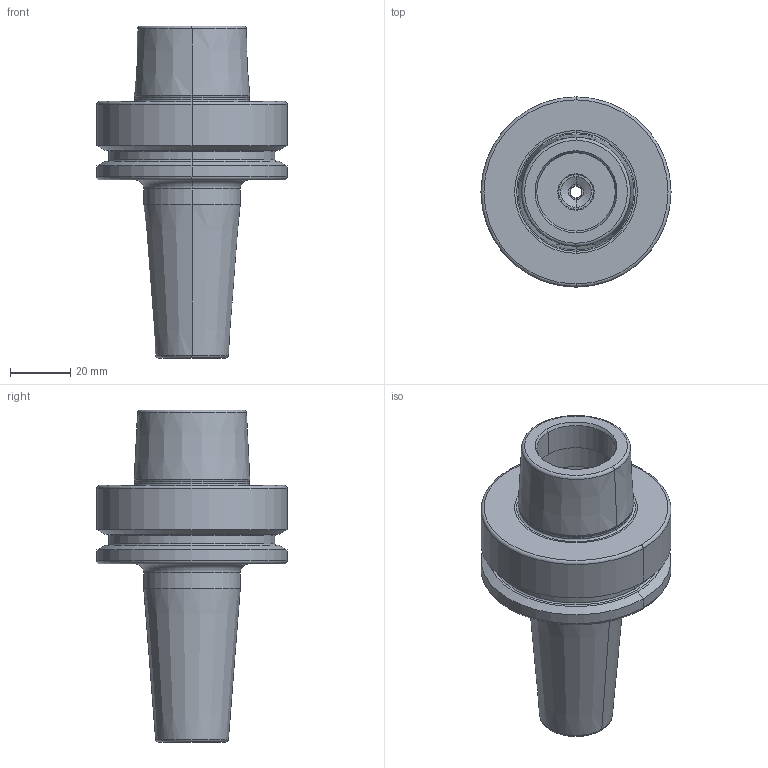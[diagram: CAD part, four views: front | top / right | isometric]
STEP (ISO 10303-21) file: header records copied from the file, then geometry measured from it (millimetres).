
FILE_DESCRIPTION((''),'2;1');
FILE_NAME('F63_70_10','2020-11-24T',('104091'),(''),'CREO PARAMETRIC BY PTC INC, 2016260','CREO PARAMETRIC BY PTC INC, 2016260','');
FILE_SCHEMA(('CONFIG_CONTROL_DESIGN'));
Length unit declared in the file: millimetre
Products named in the file (1): F63_70_10
Bounding box: 63 x 63 x 110 mm (x, y, z)
Volume: 116201.4 mm3; surface area: 24950.9 mm2
Topology: 1 solids, 1 shells, 106 faces, 219 edges, 126 vertices
Faces by surface type: cylinder 32, torus 26, plane 24, cone 24
Entity records: 2852 total; most frequent: DIRECTION 575, CARTESIAN_POINT 452, ORIENTED_EDGE 436, AXIS2_PLACEMENT_3D 247, EDGE_CURVE 218, CIRCLE 138, VERTEX_POINT 124, EDGE_LOOP 118
